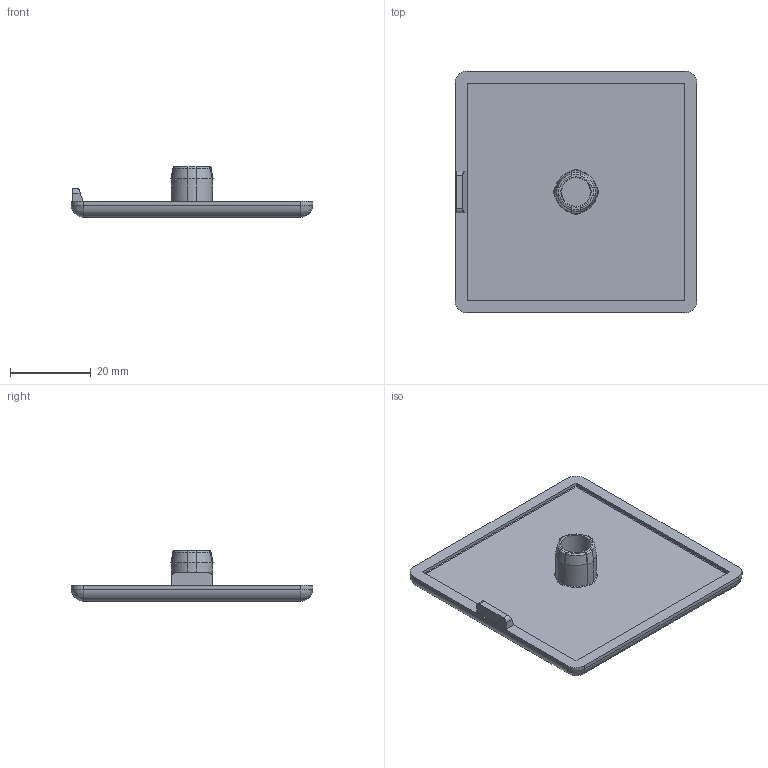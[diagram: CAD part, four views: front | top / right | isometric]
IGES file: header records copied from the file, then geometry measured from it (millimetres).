
Global section: file name: 226060B; native system: Autodesk Inventor 2021; preprocessor: unknown; author: Mrówczyńska,,; organization: 11; date: 20221004.085815; units: millimetre
Bounding box: 60 x 60 x 12.5 mm (x, y, z)
Volume: 11411 mm3; surface area: 8594.4 mm2
Topology: 1 solids, 1 shells, 86 faces, 215 edges, 130 vertices
Faces by surface type: bspline 86
